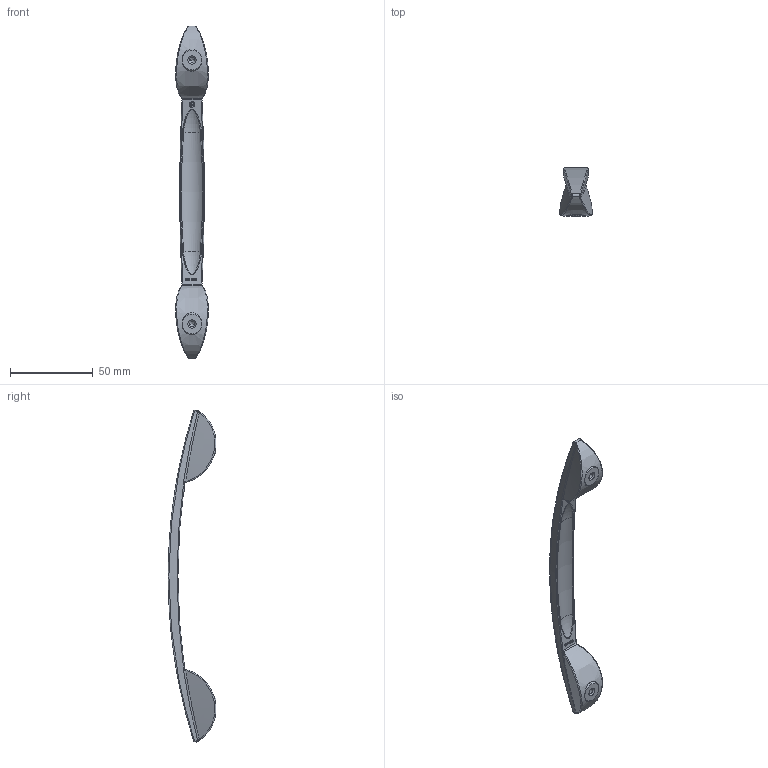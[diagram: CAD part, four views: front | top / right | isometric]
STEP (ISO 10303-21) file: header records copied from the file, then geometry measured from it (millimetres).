
FILE_DESCRIPTION(('Creo Elements/Direct Modeling STEP Export'),'2;1');
FILE_NAME('2307-201.stp','2022-05-04T10:14:44',(''),(''),'Creo Elements/Direct Modeling STEP processor for AP214 (Solid Model)','Creo Elements/Direct Modeling 20.0 12-Nov-2016 (C) Parametric Technology GmbH','');
FILE_SCHEMA(('AUTOMOTIVE_DESIGN { 1 0 10303 214 1 1 1 1 }'));
Length unit declared in the file: millimetre
Products named in the file (1): ZN-9051
Bounding box: 19.77 x 29.01 x 201.15 mm (x, y, z)
Volume: 23635.8 mm3; surface area: 10064 mm2
Topology: 1 solids, 1 shells, 450 faces, 1243 edges, 812 vertices
Faces by surface type: plane 329, bspline 56, cylinder 30, extrusion 16, cone 12, torus 7
Entity records: 19976 total; most frequent: CARTESIAN_POINT 8523, ORIENTED_EDGE 2478, DIRECTION 2393, EDGE_CURVE 1239, AXIS2_PLACEMENT_3D 970, VERTEX_POINT 812, ELLIPSE 492, EDGE_LOOP 471
